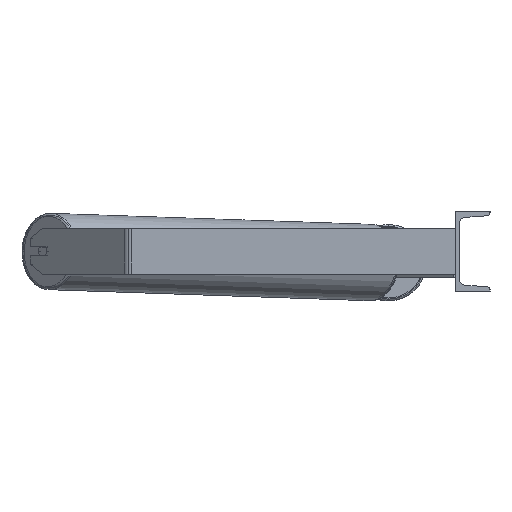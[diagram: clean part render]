
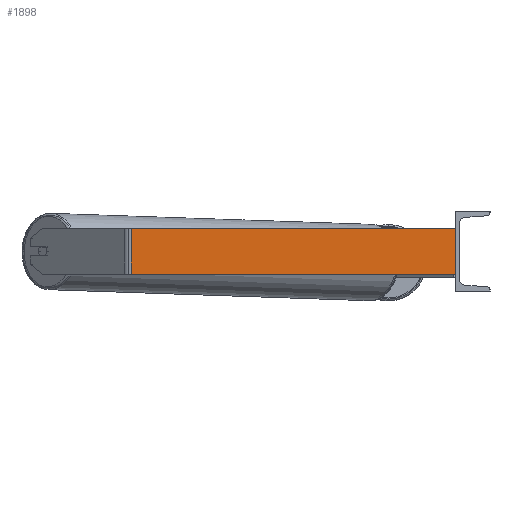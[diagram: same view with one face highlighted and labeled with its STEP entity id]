
A CAD part, left-side view. The second image highlights one B-rep face of the part: STEP entity #1898.
In plain terms, the highlighted planar face has unit normal (-1, 0, 0).
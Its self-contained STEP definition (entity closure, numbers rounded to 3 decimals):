
#90 = ORIENTED_EDGE ( 'NONE', *, *, #7271, .F. ) ;
#324 = CARTESIAN_POINT ( 'NONE',  ( -1185., 564.412, 40. ) ) ;
#617 = CARTESIAN_POINT ( 'NONE',  ( -1185., 564.412, 40. ) ) ;
#952 = EDGE_CURVE ( 'NONE', #2353, #8424, #4731, .T. ) ;
#1129 = ORIENTED_EDGE ( 'NONE', *, *, #3041, .F. ) ;
#1130 = VERTEX_POINT ( 'NONE', #4829 ) ;
#1377 = CARTESIAN_POINT ( 'NONE',  ( -1185., 0., -40. ) ) ;
#1898 = ADVANCED_FACE ( 'NONE', ( #2614 ), #6826, .F. ) ;
#2027 = DIRECTION ( 'NONE',  ( 1., 0., 0. ) ) ;
#2281 = LINE ( 'NONE', #5623, #7728 ) ;
#2353 = VERTEX_POINT ( 'NONE', #324 ) ;
#2614 = FACE_OUTER_BOUND ( 'NONE', #6344, .T. ) ;
#2709 = VECTOR ( 'NONE', #4666, 1000. ) ;
#2720 = EDGE_CURVE ( 'NONE', #8424, #3586, #5344, .T. ) ;
#3041 = EDGE_CURVE ( 'NONE', #2353, #1130, #7967, .T. ) ;
#3586 = VERTEX_POINT ( 'NONE', #1377 ) ;
#3839 = DIRECTION ( 'NONE',  ( 0., 0., -1. ) ) ;
#4666 = DIRECTION ( 'NONE',  ( 0., -1., 0. ) ) ;
#4713 = CARTESIAN_POINT ( 'NONE',  ( -1185., 571.04, -40. ) ) ;
#4731 = LINE ( 'NONE', #617, #6165 ) ;
#4829 = CARTESIAN_POINT ( 'NONE',  ( -1185., 0., 40. ) ) ;
#4856 = ORIENTED_EDGE ( 'NONE', *, *, #2720, .T. ) ;
#5270 = DIRECTION ( 'NONE',  ( 0., -1., 0. ) ) ;
#5344 = LINE ( 'NONE', #4713, #2709 ) ;
#5377 = CARTESIAN_POINT ( 'NONE',  ( -1185., 571.04, 40. ) ) ;
#5527 = CARTESIAN_POINT ( 'NONE',  ( -1185., 564.412, -40. ) ) ;
#5623 = CARTESIAN_POINT ( 'NONE',  ( -1185., 0., 40. ) ) ;
#6165 = VECTOR ( 'NONE', #6177, 1000. ) ;
#6177 = DIRECTION ( 'NONE',  ( 0., 0., -1. ) ) ;
#6344 = EDGE_LOOP ( 'NONE', ( #4856, #90, #1129, #7553 ) ) ;
#6826 = PLANE ( 'NONE',  #8950 ) ;
#7271 = EDGE_CURVE ( 'NONE', #1130, #3586, #2281, .T. ) ;
#7444 = CARTESIAN_POINT ( 'NONE',  ( -1185., 571.04, 40. ) ) ;
#7553 = ORIENTED_EDGE ( 'NONE', *, *, #952, .T. ) ;
#7728 = VECTOR ( 'NONE', #3839, 1000. ) ;
#7967 = LINE ( 'NONE', #7444, #8366 ) ;
#8146 = DIRECTION ( 'NONE',  ( 0., 1., 0. ) ) ;
#8366 = VECTOR ( 'NONE', #5270, 1000. ) ;
#8424 = VERTEX_POINT ( 'NONE', #5527 ) ;
#8950 = AXIS2_PLACEMENT_3D ( 'NONE', #5377, #2027, #8146 ) ;
